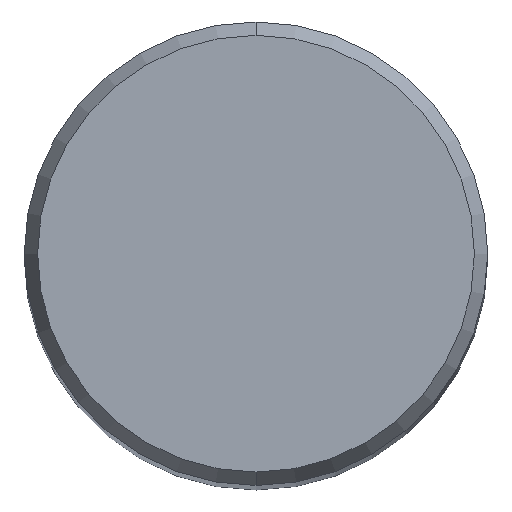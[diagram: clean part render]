
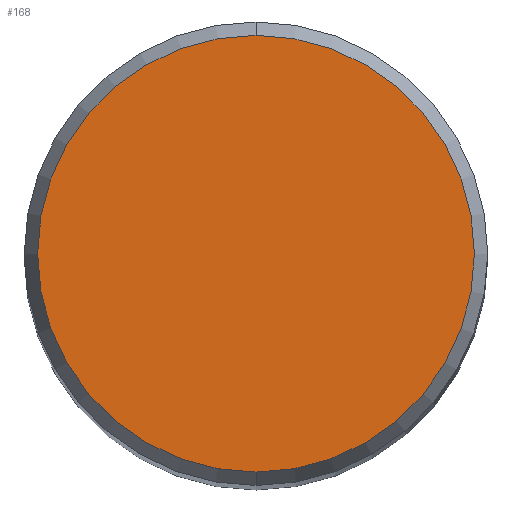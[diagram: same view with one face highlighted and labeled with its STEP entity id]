
A CAD part, top view. The second image highlights one B-rep face of the part: STEP entity #168.
In plain terms, the highlighted planar face has unit normal (0, 0, 1).
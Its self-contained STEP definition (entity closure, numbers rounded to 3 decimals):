
#116=EDGE_CURVE('',#124,#126,#256,.T.);
#124=VERTEX_POINT('',#264);
#126=VERTEX_POINT('',#266);
#156=EDGE_CURVE('',#126,#124,#301,.T.);
#168=ADVANCED_FACE('',(#315),#316,.T.);
#256=CIRCLE('',#409,3.746);
#264=CARTESIAN_POINT('',(0.0,3.746,0.01));
#266=CARTESIAN_POINT('',(0.,-3.746,0.01));
#301=CIRCLE('',#462,3.746);
#315=FACE_OUTER_BOUND('',#478,.T.);
#316=PLANE('',#479);
#409=AXIS2_PLACEMENT_3D('',#578,#579,#580);
#462=AXIS2_PLACEMENT_3D('',#630,#631,#632);
#478=EDGE_LOOP('',(#648,#649));
#479=AXIS2_PLACEMENT_3D('',#650,#651,#652);
#578=CARTESIAN_POINT('',(0.0,0.0,0.01));
#579=DIRECTION('',(0.0,0.0,-1.0));
#580=DIRECTION('',(0.0,1.0,0.0));
#630=CARTESIAN_POINT('',(0.0,0.0,0.01));
#631=DIRECTION('',(0.0,0.0,-1.0));
#632=DIRECTION('',(0.0,1.0,0.0));
#648=ORIENTED_EDGE('',*,*,#116,.F.);
#649=ORIENTED_EDGE('',*,*,#156,.F.);
#650=CARTESIAN_POINT('',(0.0,1.873,0.01));
#651=DIRECTION('',(-0.0,0.0,1.0));
#652=DIRECTION('',(0.0,-1.0,0.0));
